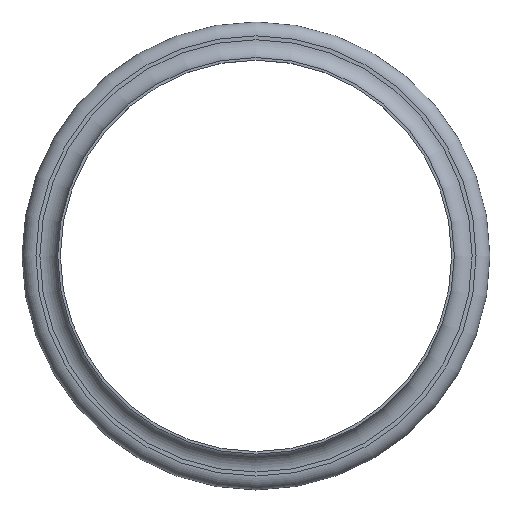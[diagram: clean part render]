
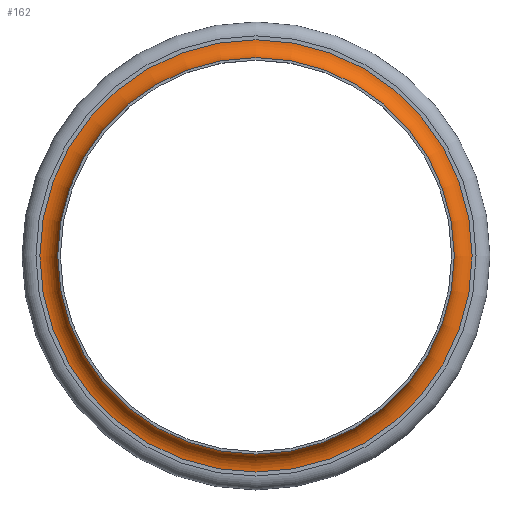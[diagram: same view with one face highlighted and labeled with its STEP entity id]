
A CAD part, top view. The second image highlights one B-rep face of the part: STEP entity #162.
In plain terms, the highlighted toroidal (fillet/blend) face has major radius 545 mm and minor radius 45 mm.
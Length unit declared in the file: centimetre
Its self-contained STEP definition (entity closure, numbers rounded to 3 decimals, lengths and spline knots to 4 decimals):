
#29=TOROIDAL_SURFACE('',#200,54.5,4.5);
#42=FACE_OUTER_BOUND('',#57,.T.);
#57=EDGE_LOOP('',(#133,#134,#135,#136));
#72=CIRCLE('',#199,54.5);
#73=CIRCLE('',#201,4.5);
#74=CIRCLE('',#202,50.);
#86=VERTEX_POINT('',#309);
#87=VERTEX_POINT('',#312);
#102=EDGE_CURVE('',#86,#86,#72,.T.);
#103=EDGE_CURVE('',#86,#87,#73,.T.);
#104=EDGE_CURVE('',#87,#87,#74,.T.);
#133=ORIENTED_EDGE('',*,*,#102,.T.);
#134=ORIENTED_EDGE('',*,*,#103,.T.);
#135=ORIENTED_EDGE('',*,*,#104,.F.);
#136=ORIENTED_EDGE('',*,*,#103,.F.);
#162=ADVANCED_FACE('',(#42),#29,.F.);
#199=AXIS2_PLACEMENT_3D('',#310,#251,#252);
#200=AXIS2_PLACEMENT_3D('',#311,#253,#254);
#201=AXIS2_PLACEMENT_3D('',#313,#255,#256);
#202=AXIS2_PLACEMENT_3D('',#314,#257,#258);
#251=DIRECTION('center_axis',(0.,0.,1.));
#252=DIRECTION('ref_axis',(1.,0.,0.));
#253=DIRECTION('center_axis',(0.,0.,1.));
#254=DIRECTION('ref_axis',(1.,0.,0.));
#255=DIRECTION('center_axis',(0.,-1.,0.));
#256=DIRECTION('ref_axis',(-1.,0.,0.));
#257=DIRECTION('center_axis',(0.,0.,1.));
#258=DIRECTION('ref_axis',(1.,0.,0.));
#309=CARTESIAN_POINT('',(-54.5,0.,15.5));
#310=CARTESIAN_POINT('Origin',(0.,0.,15.5));
#311=CARTESIAN_POINT('Origin',(0.,0.,20.));
#312=CARTESIAN_POINT('',(-50.,0.,20.));
#313=CARTESIAN_POINT('Origin',(-54.5,0.,20.));
#314=CARTESIAN_POINT('Origin',(0.,0.,20.));
